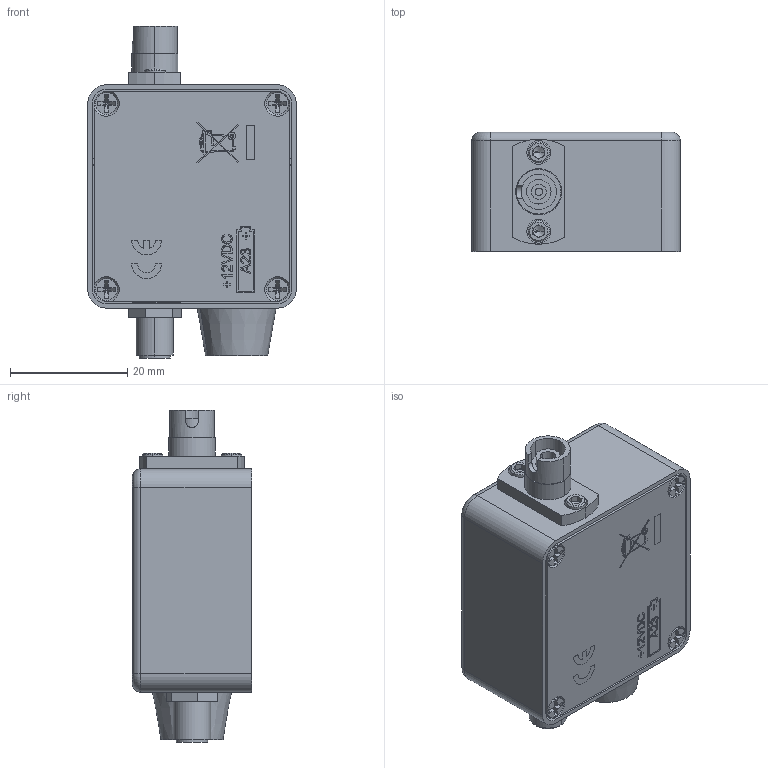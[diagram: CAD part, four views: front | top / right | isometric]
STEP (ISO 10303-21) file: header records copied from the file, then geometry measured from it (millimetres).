
FILE_DESCRIPTION (( 'STEP AP214' ), '1' );
FILE_NAME ('TTN020177.STEP', '2013-11-19T20:14:55', ( 'admin' ), ( '' ), 'SwSTEP 2.0', 'SolidWorks 2012', '' );
FILE_SCHEMA (( 'AUTOMOTIVE_DESIGN' ));
Length unit declared in the file: inch
Products named in the file (9): socket head cap screw_ai_HX-SHCS 0.086-56x0.188x0.188-N; flat head screw_ai_CR-FHMS 0.086-56x0.188x0.188-N; SMA Edge Mount Adapter; Nut; FC Fiber Adapter; DET Rear Cover Plate_With DET Engraving; Battery Cap; DET025AFC Metric Housing_DET02AFC Engraving; TTN020177
Assembly tree (12 placements, depth 2):
  TTN020177
    DET025AFC Metric Housing_DET02AFC Engraving
    Battery Cap
    DET Rear Cover Plate_With DET Engraving
    FC Fiber Adapter
    Nut
    SMA Edge Mount Adapter
    flat head screw_ai_CR-FHMS 0.086-56x0.188x0.188-N  x4
    socket head cap screw_ai_HX-SHCS 0.086-56x0.188x0.188-N  x2
Bounding box: 35.56 x 20.32 x 56.64 mm (x, y, z)
Volume: 17543.9 mm3; surface area: 14035 mm2
Topology: 12 solids, 12 shells, 1726 faces, 4497 edges, 2951 vertices
Faces by surface type: plane 1037, bspline 461, cylinder 178, cone 42, torus 8
Entity records: 91409 total; most frequent: CARTESIAN_POINT 36077, ORIENTED_EDGE 8602, DIRECTION 6105, EDGE_CURVE 4301, VECTOR 3005, LINE 3005, VERTEX_POINT 2846, EDGE_LOOP 1827
